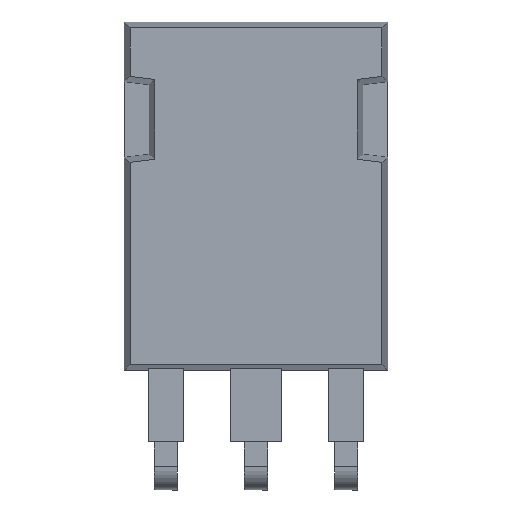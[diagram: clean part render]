
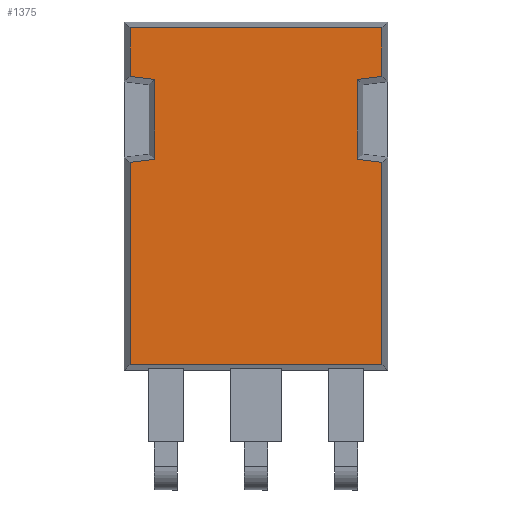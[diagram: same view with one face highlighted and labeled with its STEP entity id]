
A CAD part, top view. The second image highlights one B-rep face of the part: STEP entity #1375.
In plain terms, the highlighted planar face has unit normal (0, 0, 1).
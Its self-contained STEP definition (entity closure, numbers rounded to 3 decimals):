
#67=FACE_OUTER_BOUND($,#151,.T.);
#151=EDGE_LOOP($,(#988,#989,#990,#991,#992,#993,#994,#995,#996,#997,#998,
#999));
#244=LINE($,#1993,#424);
#246=LINE($,#1998,#426);
#250=LINE($,#2005,#430);
#252=LINE($,#2009,#432);
#257=LINE($,#2020,#437);
#259=LINE($,#2025,#439);
#263=LINE($,#2032,#443);
#265=LINE($,#2036,#445);
#270=LINE($,#2045,#450);
#271=LINE($,#2048,#451);
#272=LINE($,#2049,#452);
#273=LINE($,#2050,#453);
#424=VECTOR($,#1612,1.511);
#426=VECTOR($,#1616,1.511);
#430=VECTOR($,#1622,4.826);
#432=VECTOR($,#1626,12.228);
#437=VECTOR($,#1633,1.511);
#439=VECTOR($,#1637,1.511);
#443=VECTOR($,#1643,4.826);
#445=VECTOR($,#1647,2.948);
#450=VECTOR($,#1654,12.228);
#451=VECTOR($,#1657,2.948);
#452=VECTOR($,#1658,15.24);
#453=VECTOR($,#1659,15.24);
#594=VERTEX_POINT($,#1990);
#595=VERTEX_POINT($,#1992);
#596=VERTEX_POINT($,#1996);
#597=VERTEX_POINT($,#1997);
#600=VERTEX_POINT($,#2008);
#604=VERTEX_POINT($,#2017);
#605=VERTEX_POINT($,#2019);
#606=VERTEX_POINT($,#2023);
#607=VERTEX_POINT($,#2024);
#610=VERTEX_POINT($,#2035);
#613=VERTEX_POINT($,#2043);
#614=VERTEX_POINT($,#2047);
#732=EDGE_CURVE($,#594,#595,#244,.T.);
#734=EDGE_CURVE($,#596,#597,#246,.T.);
#738=EDGE_CURVE($,#595,#596,#250,.T.);
#740=EDGE_CURVE($,#597,#600,#252,.T.);
#745=EDGE_CURVE($,#604,#605,#257,.T.);
#747=EDGE_CURVE($,#606,#607,#259,.T.);
#751=EDGE_CURVE($,#605,#606,#263,.T.);
#753=EDGE_CURVE($,#607,#610,#265,.T.);
#758=EDGE_CURVE($,#613,#604,#270,.T.);
#759=EDGE_CURVE($,#614,#594,#271,.T.);
#760=EDGE_CURVE($,#610,#614,#272,.T.);
#761=EDGE_CURVE($,#600,#613,#273,.T.);
#988=ORIENTED_EDGE($,*,*,#732,.F.);
#989=ORIENTED_EDGE($,*,*,#759,.F.);
#990=ORIENTED_EDGE($,*,*,#760,.F.);
#991=ORIENTED_EDGE($,*,*,#753,.F.);
#992=ORIENTED_EDGE($,*,*,#747,.F.);
#993=ORIENTED_EDGE($,*,*,#751,.F.);
#994=ORIENTED_EDGE($,*,*,#745,.F.);
#995=ORIENTED_EDGE($,*,*,#758,.F.);
#996=ORIENTED_EDGE($,*,*,#761,.F.);
#997=ORIENTED_EDGE($,*,*,#740,.F.);
#998=ORIENTED_EDGE($,*,*,#734,.F.);
#999=ORIENTED_EDGE($,*,*,#738,.F.);
#1298=PLANE($,#1477);
#1375=ADVANCED_FACE($,(#67),#1298,.T.);
#1477=AXIS2_PLACEMENT_3D($,#2046,#1655,#1656);
#1612=DIRECTION($,(-0.993,-0.122,0.));
#1616=DIRECTION($,(0.993,-0.122,0.));
#1622=DIRECTION($,(0.,-1.,0.));
#1626=DIRECTION($,(0.,-1.,0.));
#1633=DIRECTION($,(0.993,0.122,0.));
#1637=DIRECTION($,(-0.993,0.122,0.));
#1643=DIRECTION($,(0.,1.,0.));
#1647=DIRECTION($,(0.,1.,0.));
#1654=DIRECTION($,(0.,1.,0.));
#1655=DIRECTION('center_axis',(0.,0.,
1.));
#1656=DIRECTION('ref_axis',(1.,0.,0.));
#1657=DIRECTION($,(0.,-1.,0.));
#1658=DIRECTION($,(1.,0.,0.));
#1659=DIRECTION($,(-1.,0.,0.));
#1990=CARTESIAN_POINT('',(7.62,24.597,5.02));
#1992=CARTESIAN_POINT('',(6.12,24.413,5.02));
#1993=CARTESIAN_POINT($,(3.583,24.101,5.02));
#1996=CARTESIAN_POINT('',(6.12,19.587,5.02));
#1997=CARTESIAN_POINT('',(7.62,19.403,5.02));
#1998=CARTESIAN_POINT($,(3.394,19.922,5.02));
#2005=CARTESIAN_POINT($,(6.12,20.732,5.02));
#2008=CARTESIAN_POINT('',(7.62,7.175,5.02));
#2009=CARTESIAN_POINT($,(7.62,12.093,5.02));
#2017=CARTESIAN_POINT('',(-7.62,19.403,5.02));
#2019=CARTESIAN_POINT('',(-6.12,19.587,5.02));
#2020=CARTESIAN_POINT($,(-3.394,19.922,5.02));
#2023=CARTESIAN_POINT('',(-6.12,24.413,5.02));
#2024=CARTESIAN_POINT('',(-7.62,24.597,5.02));
#2025=CARTESIAN_POINT($,(-3.583,24.101,5.02));
#2032=CARTESIAN_POINT($,(-6.12,20.732,5.02));
#2035=CARTESIAN_POINT('',(-7.62,27.545,5.02));
#2036=CARTESIAN_POINT($,(-7.62,22.628,5.02));
#2043=CARTESIAN_POINT('',(-7.62,7.175,5.02));
#2045=CARTESIAN_POINT($,(-7.62,22.628,5.02));
#2046=CARTESIAN_POINT('Origin',(0.,17.36,5.02));
#2047=CARTESIAN_POINT('',(7.62,27.545,5.02));
#2048=CARTESIAN_POINT($,(7.62,12.093,5.02));
#2049=CARTESIAN_POINT($,(3.985,27.545,5.02));
#2050=CARTESIAN_POINT($,(-3.985,7.175,5.02));
